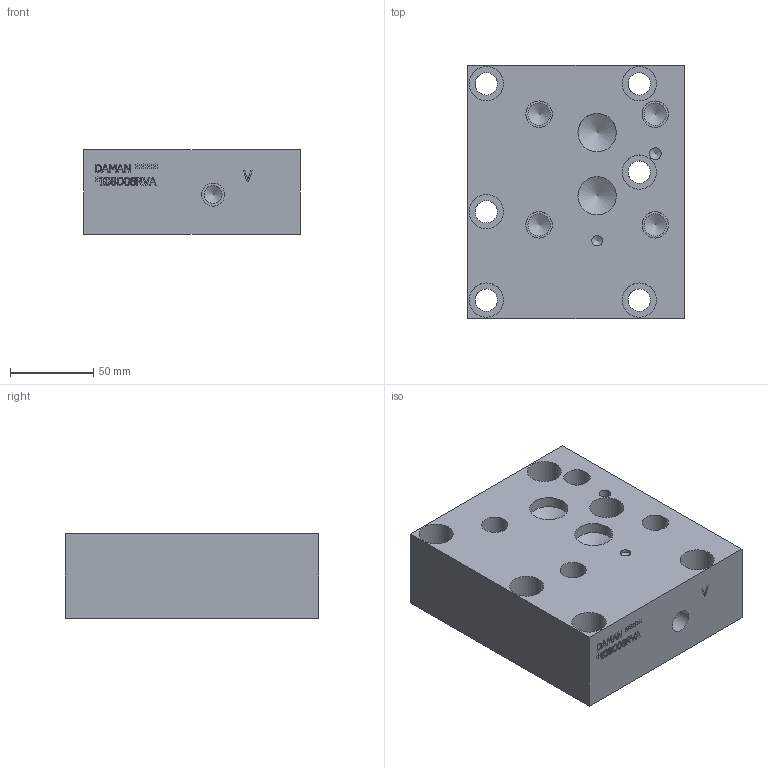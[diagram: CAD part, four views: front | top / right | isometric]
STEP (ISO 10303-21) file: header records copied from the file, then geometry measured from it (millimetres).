
FILE_DESCRIPTION(/* description */ (''),/* implementation_level */ '2;1');
FILE_NAME(/* name */ '_I08D08RVA.stp',/* time_stamp */ '2021-12-29T13:09:37-05:00',/* author */ ('jrf'),/* organization */ (''),/* preprocessor_version */ 'ST-DEVELOPER v18.1',/* originating_system */ 'Autodesk Inventor 2022',/* authorisation */ '');
FILE_SCHEMA (('AUTOMOTIVE_DESIGN { 1 0 10303 214 3 1 1 }'));
Length unit declared in the file: millimetre
Products named in the file (1): Part_AI08D08RVA.C01713R7_3D
Bounding box: 130.18 x 152.4 x 50.8 mm (x, y, z)
Volume: 882958.8 mm3; surface area: 93545 mm2
Topology: 1 solids, 1 shells, 408 faces, 1054 edges, 697 vertices
Faces by surface type: plane 254, bspline 85, cylinder 46, cone 23
Full cylindrical faces by diameter (mm): 6.35 x3, 7.137 x1, 10.719 x1, 11.125 x2, 13.487 x10, 13.868 x1, 15.875 x4, 20.625 x6, 23.012 x6, 25.4 x2, 33.35 x4
Entity records: 13141 total; most frequent: CARTESIAN_POINT 3374, ORIENTED_EDGE 2074, DIRECTION 1599, EDGE_CURVE 1037, LINE 763, VECTOR 763, VERTEX_POINT 697, EDGE_LOOP 486
